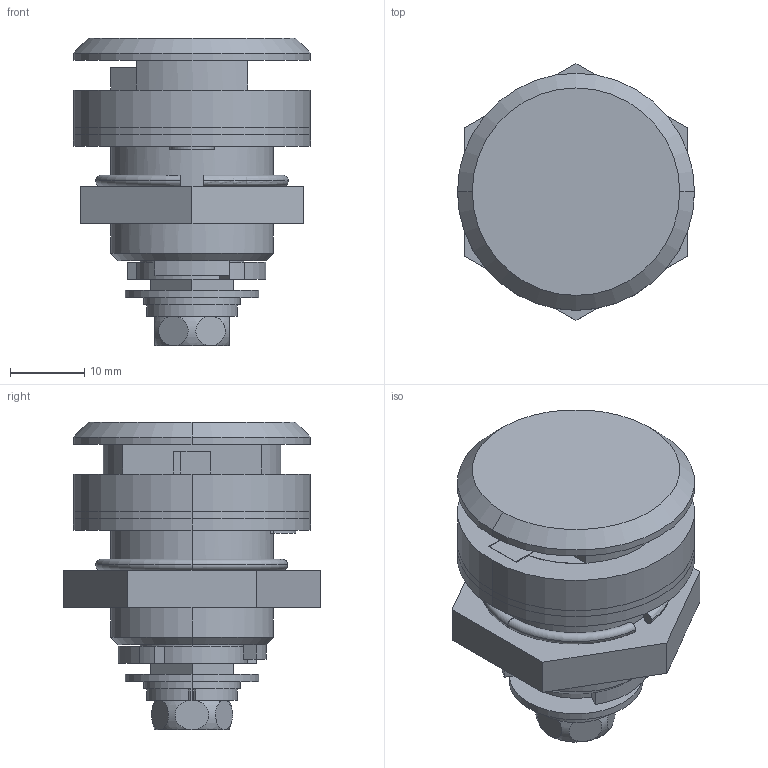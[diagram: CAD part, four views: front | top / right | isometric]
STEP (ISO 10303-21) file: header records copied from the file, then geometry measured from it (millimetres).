
FILE_DESCRIPTION (( 'STEP AP203' ), '1' );
FILE_NAME ('sone3D.STEP', '2013-09-30T08:04:07', ( '' ), ( '' ), 'SwSTEP 2.0', 'SolidWorks 2012', '' );
FILE_SCHEMA (( 'CONFIG_CONTROL_DESIGN' ));
Length unit declared in the file: millimetre
Products named in the file (14): A-172-3スペーサー_; A-172-3儕儞僌儚僢僔儍乕_; 廫帤寠晅偒榋妏儃儖僩M6_M6亊12; A-172-3ラッチ_; A-172-3M22六角ナット_; A-172-3ストッパー_; A-172-3パッキンB_; A-172-3パッキンA_; A-172-3受座_; A-172-3本体_; スプリングワッシャーM6_JIS B 1251 No.2 6; 暯儚僢僔儍乕M6暲娵_M6-冇13亊冇6.5亊t1(儈僈僉); sone3D; 十字穴付き六角ボルトM6（SW･平W付）
Assembly tree (13 placements, depth 3):
  sone3D
    A-172-3本体_
    A-172-3受座_
    A-172-3パッキンA_
    A-172-3パッキンB_
    A-172-3ストッパー_
    A-172-3M22六角ナット_
    A-172-3ラッチ_
    A-172-3スペーサー_
    A-172-3儕儞僌儚僢僔儍乕_
    十字穴付き六角ボルトM6（SW･平W付）
      廫帤寠晅偒榋妏儃儖僩M6_M6亊12
      スプリングワッシャーM6_JIS B 1251 No.2 6
      暯儚僢僔儍乕M6暲娵_M6-冇13亊冇6.5亊t1(儈僈僉)
Bounding box: 32 x 34.64 x 41.5 mm (x, y, z)
Volume: 18221 mm3; surface area: 14791.3 mm2
Topology: 12 solids, 12 shells, 197 faces, 442 edges, 278 vertices
Faces by surface type: plane 104, cylinder 67, cone 14, torus 12
Entity records: 7339 total; most frequent: CARTESIAN_POINT 1316, DIRECTION 1023, ORIENTED_EDGE 876, EDGE_CURVE 438, AXIS2_PLACEMENT_3D 387, VERTEX_POINT 278, VECTOR 249, LINE 249
